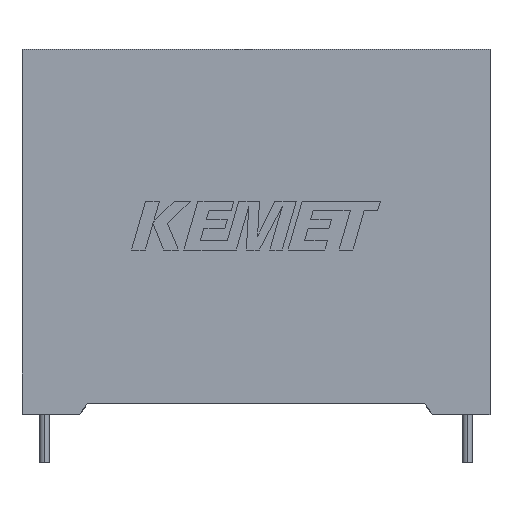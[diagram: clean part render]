
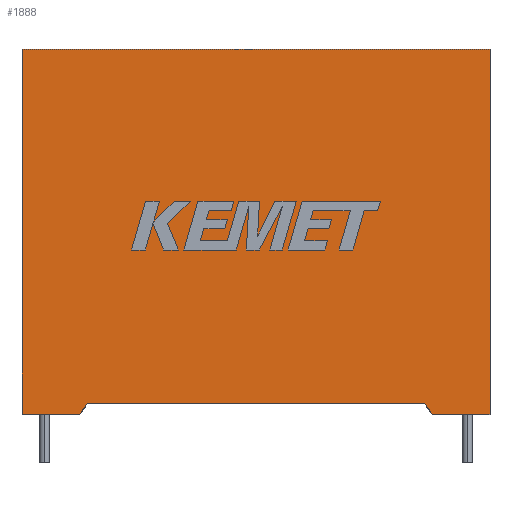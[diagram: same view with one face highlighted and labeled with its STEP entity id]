
A CAD part, top view. The second image highlights one B-rep face of the part: STEP entity #1888.
In plain terms, the highlighted planar face has unit normal (0, 0, 1).
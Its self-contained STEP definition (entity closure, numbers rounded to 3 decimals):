
#59 = CARTESIAN_POINT ( 'NONE',  ( 0., 0., 30.5 ) ) ;
#71 = CARTESIAN_POINT ( 'NONE',  ( 8.1, 1.332, 30.5 ) ) ;
#73 = DIRECTION ( 'NONE',  ( 0., -1., 0. ) ) ;
#91 = DIRECTION ( 'NONE',  ( 0., 1., 0. ) ) ;
#170 = VECTOR ( 'NONE', #73, 1000. ) ;
#173 = CARTESIAN_POINT ( 'NONE',  ( 0., 0., 30.5 ) ) ;
#230 = DIRECTION ( 'NONE',  ( 1., 0., 0. ) ) ;
#235 = VECTOR ( 'NONE', #91, 1000. ) ;
#239 = LINE ( 'NONE', #434, #604 ) ;
#249 = CARTESIAN_POINT ( 'NONE',  ( 50., 1.332, 30.5 ) ) ;
#429 = EDGE_CURVE ( 'NONE', #3143, #1944, #2195, .T. ) ;
#434 = CARTESIAN_POINT ( 'NONE',  ( 8.1, 1.332, 30.5 ) ) ;
#515 = DIRECTION ( 'NONE',  ( -1., 0., 0. ) ) ;
#550 = VECTOR ( 'NONE', #515, 1000. ) ;
#604 = VECTOR ( 'NONE', #1899, 1000. ) ;
#741 = CARTESIAN_POINT ( 'NONE',  ( 0., 45.3, 30.5 ) ) ;
#763 = EDGE_CURVE ( 'NONE', #2157, #3143, #3001, .T. ) ;
#787 = DIRECTION ( 'NONE',  ( 0.56, -0.829, 0. ) ) ;
#811 = VECTOR ( 'NONE', #230, 1000. ) ;
#822 = LINE ( 'NONE', #2056, #235 ) ;
#829 = ORIENTED_EDGE ( 'NONE', *, *, #2745, .F. ) ;
#919 = VERTEX_POINT ( 'NONE', #938 ) ;
#938 = CARTESIAN_POINT ( 'NONE',  ( 58.1, 0., 30.5 ) ) ;
#990 = ORIENTED_EDGE ( 'NONE', *, *, #1939, .F. ) ;
#1035 = LINE ( 'NONE', #1248, #550 ) ;
#1103 = CARTESIAN_POINT ( 'NONE',  ( 0., 0., 30.5 ) ) ;
#1159 = DIRECTION ( 'NONE',  ( -1., 0., 0. ) ) ;
#1181 = EDGE_CURVE ( 'NONE', #1949, #2334, #2219, .T. ) ;
#1236 = CARTESIAN_POINT ( 'NONE',  ( 50., 1.332, 30.5 ) ) ;
#1248 = CARTESIAN_POINT ( 'NONE',  ( 29.05, 1.332, 30.5 ) ) ;
#1299 = VECTOR ( 'NONE', #1724, 1000. ) ;
#1376 = ORIENTED_EDGE ( 'NONE', *, *, #1181, .T. ) ;
#1392 = ORIENTED_EDGE ( 'NONE', *, *, #2746, .T. ) ;
#1469 = VECTOR ( 'NONE', #787, 1000. ) ;
#1505 = EDGE_CURVE ( 'NONE', #2334, #919, #2422, .T. ) ;
#1573 = ORIENTED_EDGE ( 'NONE', *, *, #1684, .T. ) ;
#1584 = CARTESIAN_POINT ( 'NONE',  ( 58.1, 45.3, 30.5 ) ) ;
#1664 = FACE_OUTER_BOUND ( 'NONE', #1805, .T. ) ;
#1684 = EDGE_CURVE ( 'NONE', #919, #2218, #822, .T. ) ;
#1724 = DIRECTION ( 'NONE',  ( 1., 0., 0. ) ) ;
#1805 = EDGE_LOOP ( 'NONE', ( #990, #1376, #2128, #1573, #1392, #2020, #3020, #829 ) ) ;
#1888 = ADVANCED_FACE ( 'NONE', ( #1664 ), #3072, .F. ) ;
#1899 = DIRECTION ( 'NONE',  ( -0.56, -0.829, 0. ) ) ;
#1939 = EDGE_CURVE ( 'NONE', #1949, #2612, #1035, .T. ) ;
#1944 = VERTEX_POINT ( 'NONE', #2436 ) ;
#1949 = VERTEX_POINT ( 'NONE', #249 ) ;
#2020 = ORIENTED_EDGE ( 'NONE', *, *, #763, .T. ) ;
#2056 = CARTESIAN_POINT ( 'NONE',  ( 58.1, 0., 30.5 ) ) ;
#2124 = DIRECTION ( 'NONE',  ( 0., 0., -1. ) ) ;
#2128 = ORIENTED_EDGE ( 'NONE', *, *, #1505, .T. ) ;
#2147 = LINE ( 'NONE', #741, #2549 ) ;
#2157 = VERTEX_POINT ( 'NONE', #2981 ) ;
#2173 = DIRECTION ( 'NONE',  ( -1., 0., 0. ) ) ;
#2195 = LINE ( 'NONE', #2925, #1299 ) ;
#2218 = VERTEX_POINT ( 'NONE', #1584 ) ;
#2219 = LINE ( 'NONE', #1236, #1469 ) ;
#2334 = VERTEX_POINT ( 'NONE', #3097 ) ;
#2422 = LINE ( 'NONE', #3062, #811 ) ;
#2436 = CARTESIAN_POINT ( 'NONE',  ( 7.2, 0., 30.5 ) ) ;
#2549 = VECTOR ( 'NONE', #2173, 1000. ) ;
#2612 = VERTEX_POINT ( 'NONE', #71 ) ;
#2686 = AXIS2_PLACEMENT_3D ( 'NONE', #173, #2124, #1159 ) ;
#2745 = EDGE_CURVE ( 'NONE', #2612, #1944, #239, .T. ) ;
#2746 = EDGE_CURVE ( 'NONE', #2218, #2157, #2147, .T. ) ;
#2925 = CARTESIAN_POINT ( 'NONE',  ( 0., 0., 30.5 ) ) ;
#2981 = CARTESIAN_POINT ( 'NONE',  ( 0., 45.3, 30.5 ) ) ;
#3001 = LINE ( 'NONE', #59, #170 ) ;
#3020 = ORIENTED_EDGE ( 'NONE', *, *, #429, .T. ) ;
#3062 = CARTESIAN_POINT ( 'NONE',  ( 0., 0., 30.5 ) ) ;
#3072 = PLANE ( 'NONE',  #2686 ) ;
#3097 = CARTESIAN_POINT ( 'NONE',  ( 50.9, 0., 30.5 ) ) ;
#3143 = VERTEX_POINT ( 'NONE', #1103 ) ;
